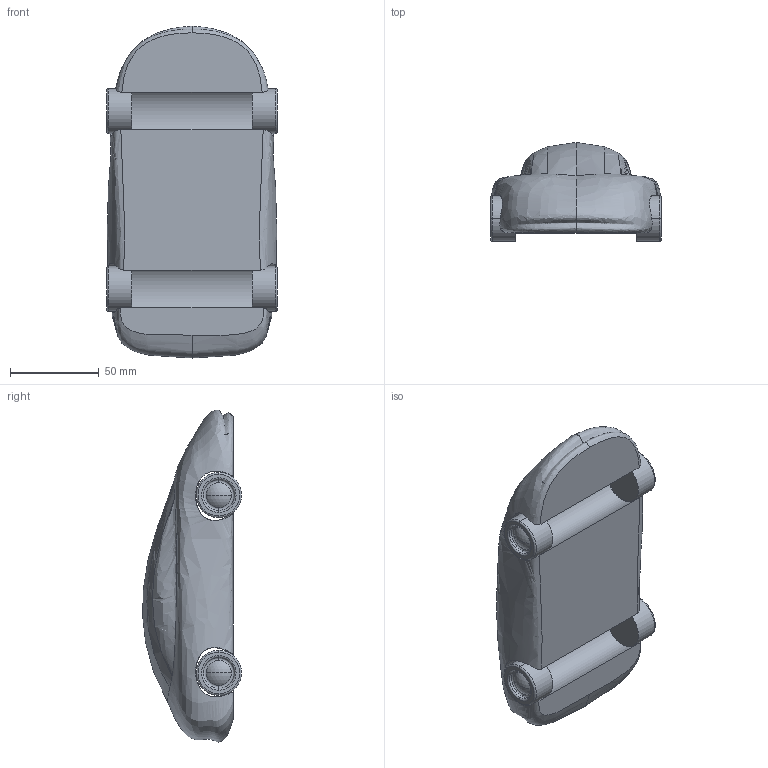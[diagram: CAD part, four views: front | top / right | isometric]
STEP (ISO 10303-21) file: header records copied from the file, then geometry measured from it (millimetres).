
FILE_DESCRIPTION (( 'STEP AP203' ), '1' );
FILE_NAME ('surface modelling.STEP', '2023-07-21T13:57:54', ( '' ), ( '' ), 'SwSTEP 2.0', 'SolidWorks 2023', '' );
FILE_SCHEMA (( 'CONFIG_CONTROL_DESIGN' ));
Length unit declared in the file: millimetre
Products named in the file (1): surface modelling
Bounding box: 96 x 55.61 x 186.7 mm (x, y, z)
Surface area: 57790 mm2 (no closed solid volume)
Topology: 0 solids, 5 shells, 73 faces, 187 edges, 116 vertices
Faces by surface type: torus 24, cylinder 16, bspline 14, plane 11, sphere 8
Entity records: 10229 total; most frequent: CARTESIAN_POINT 8488, ORIENTED_EDGE 350, DIRECTION 340, EDGE_CURVE 183, AXIS2_PLACEMENT_3D 156, VERTEX_POINT 116, CIRCLE 96, EDGE_LOOP 77
